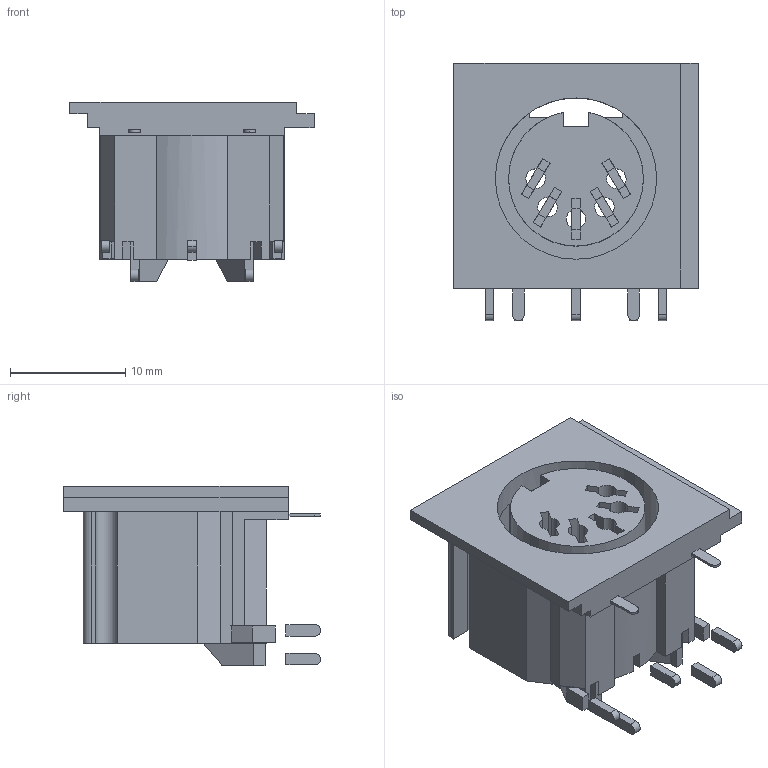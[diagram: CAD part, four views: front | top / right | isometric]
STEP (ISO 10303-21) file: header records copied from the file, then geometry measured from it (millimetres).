
FILE_DESCRIPTION(('FreeCAD Model'),'2;1');
FILE_NAME('Open CASCADE Shape Model','2023-11-17T09:58:32',(''),(''), 'Open CASCADE STEP processor 7.6','FreeCAD','Unknown');
FILE_SCHEMA(('AUTOMOTIVE_DESIGN { 1 0 10303 214 1 1 1 1 }'));
Length unit declared in the file: millimetre
Products named in the file (15): User Library-DIN-5; DIN5 A; DIN5 C007; DIN5 C; DIN5 C001; DIN5 C002; DIN5 C003; DIN5 C004; DIN5 C005; DIN5 C006; DIN D; DIN E; DIN EE; DIN G; DIN DD
Assembly tree (18 placements, depth 3):
  User Library-DIN-5
    DIN5 A
    DIN5 C007
      DIN5 C
      DIN5 C001
      DIN5 C002
      DIN5 C003
      DIN5 C004
      DIN5 C005
      DIN5 C006
    DIN D  x2
    DIN E  x2
    DIN EE  x2
    DIN G
    DIN DD  x2
Bounding box: 21.2 x 22.3 x 15.57 mm (x, y, z)
Volume: 2704.6 mm3; surface area: 4166.4 mm2
Topology: 17 solids, 17 shells, 286 faces, 761 edges, 506 vertices
Faces by surface type: plane 232, cylinder 54
Entity records: 7869 total; most frequent: CARTESIAN_POINT 1324, ORIENTED_EDGE 1282, DIRECTION 1255, EDGE_CURVE 641, LINE 541, VECTOR 541, VERTEX_POINT 426, AXIS2_PLACEMENT_3D 357
